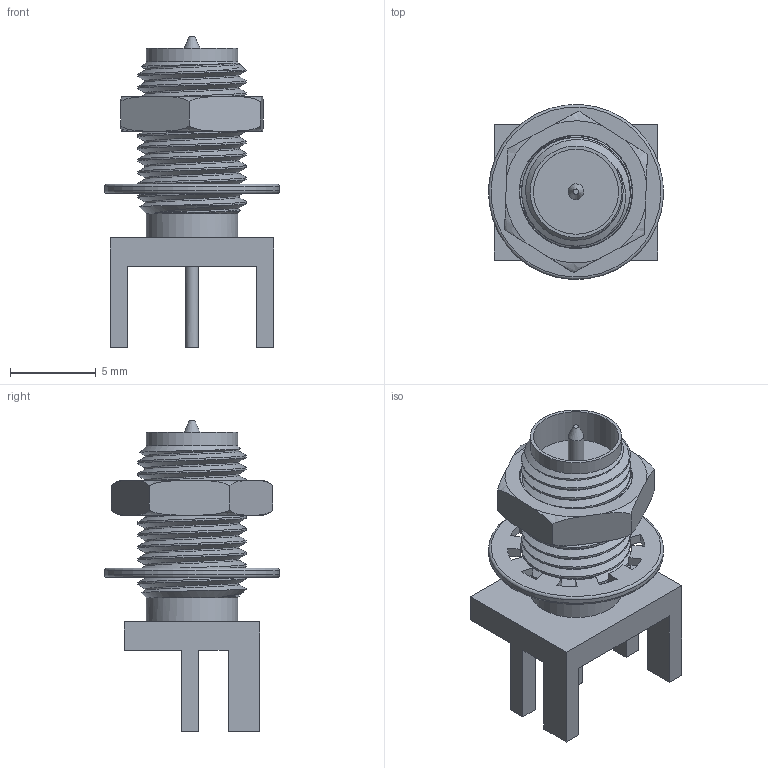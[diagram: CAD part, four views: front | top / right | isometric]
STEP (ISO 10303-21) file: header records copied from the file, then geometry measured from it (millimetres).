
FILE_DESCRIPTION(/* description */ ('Unknown'),/* implementation_level */ '2;1');
FILE_NAME(/* name */ '63012242124506',/* time_stamp */ '2018-09-20T17:18:01+02:00',/* author */ ('Unknown'),/* organization */ ('Unknown'),/* preprocessor_version */ 'ST-DEVELOPER v16.7',/* originating_system */ 'DEX',/* authorisation */ $);
FILE_SCHEMA (('AUTOMOTIVE_DESIGN {1 0 10303 214 3 1 1}'));
Length unit declared in the file: millimetre
Products named in the file (1): 63012242124506
Bounding box: 10.19 x 10.19 x 18.15 mm (x, y, z)
Volume: 484 mm3; surface area: 944.9 mm2
Topology: 2 solids, 2 shells, 109 faces, 302 edges, 202 vertices
Faces by surface type: plane 55, cylinder 31, torus 14, cone 5, bspline 4
Full cylindrical faces by diameter (mm): 0.76 x1, 0.92 x1, 2.95 x1, 4.95 x1, 5.33 x2, 10.2 x1
Entity records: 6033 total; most frequent: CARTESIAN_POINT 2915, ORIENTED_EDGE 554, DIRECTION 526, EDGE_CURVE 277, VERTEX_POINT 191, AXIS2_PLACEMENT_3D 187, LINE 152, VECTOR 152
